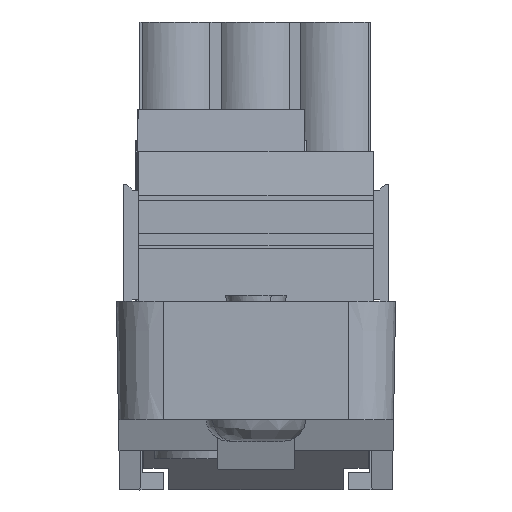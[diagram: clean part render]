
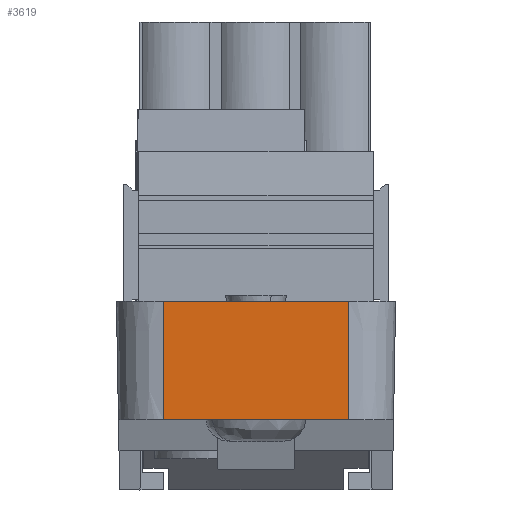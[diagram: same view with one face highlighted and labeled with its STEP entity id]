
A CAD part, front view. The second image highlights one B-rep face of the part: STEP entity #3619.
In plain terms, the highlighted planar face has unit normal (0, -1, -0.018).
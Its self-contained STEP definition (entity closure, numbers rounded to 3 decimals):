
#3583=AXIS2_PLACEMENT_3D('Plane Axis2P3D',#3580,#3581,#3582) ;
#3580=CARTESIAN_POINT('Axis2P3D Location',(17.9,0.,12.1)) ;
#3585=CARTESIAN_POINT('Line Origine',(14.9,0.066,8.3)) ;
#3589=CARTESIAN_POINT('Vertex',(14.9,0.,12.1)) ;
#3591=CARTESIAN_POINT('Vertex',(14.9,0.133,4.5)) ;
#3594=CARTESIAN_POINT('Line Origine',(8.95,0.,12.1)) ;
#3598=CARTESIAN_POINT('Vertex',(3.,0.,12.1)) ;
#3601=CARTESIAN_POINT('Line Origine',(3.,0.066,8.3)) ;
#3605=CARTESIAN_POINT('Vertex',(3.,0.133,4.5)) ;
#3608=CARTESIAN_POINT('Line Origine',(8.95,0.133,4.5)) ;
#3581=DIRECTION('Axis2P3D Direction',(0.,-1.,-0.017)) ;
#3582=DIRECTION('Axis2P3D XDirection',(0.,0.017,-1.)) ;
#3586=DIRECTION('Vector Direction',(0.,0.017,-1.)) ;
#3595=DIRECTION('Vector Direction',(-1.,0.,0.)) ;
#3602=DIRECTION('Vector Direction',(0.,-0.017,1.)) ;
#3609=DIRECTION('Vector Direction',(-1.,0.,0.)) ;
#3587=VECTOR('Line Direction',#3586,1.) ;
#3596=VECTOR('Line Direction',#3595,1.) ;
#3603=VECTOR('Line Direction',#3602,1.) ;
#3610=VECTOR('Line Direction',#3609,1.) ;
#3614=ORIENTED_EDGE('',*,*,#3593,.F.) ;
#3615=ORIENTED_EDGE('',*,*,#3600,.T.) ;
#3616=ORIENTED_EDGE('',*,*,#3607,.F.) ;
#3617=ORIENTED_EDGE('',*,*,#3612,.F.) ;
#3619=ADVANCED_FACE('NONE',(#3618),#3584,.T.) ;
#3593=EDGE_CURVE('',#3590,#3592,#3588,.T.) ;
#3600=EDGE_CURVE('',#3590,#3599,#3597,.T.) ;
#3607=EDGE_CURVE('',#3606,#3599,#3604,.T.) ;
#3612=EDGE_CURVE('',#3592,#3606,#3611,.T.) ;
#3613=EDGE_LOOP('',(#3614,#3615,#3616,#3617)) ;
#3618=FACE_OUTER_BOUND('',#3613,.T.) ;
#3588=LINE('Line',#3585,#3587) ;
#3597=LINE('Line',#3594,#3596) ;
#3604=LINE('Line',#3601,#3603) ;
#3611=LINE('Line',#3608,#3610) ;
#3584=PLANE('',#3583) ;
#3590=VERTEX_POINT('',#3589) ;
#3592=VERTEX_POINT('',#3591) ;
#3599=VERTEX_POINT('',#3598) ;
#3606=VERTEX_POINT('',#3605) ;
